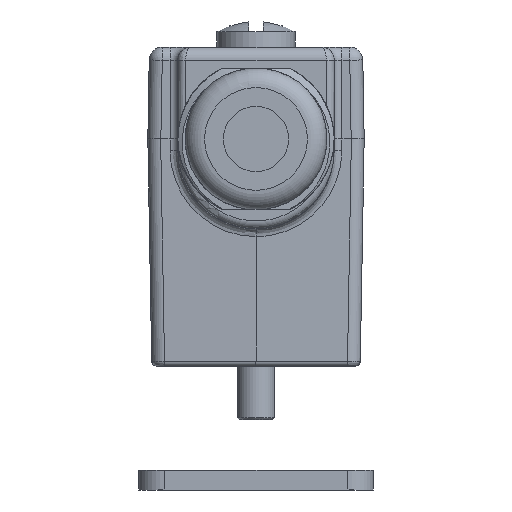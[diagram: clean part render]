
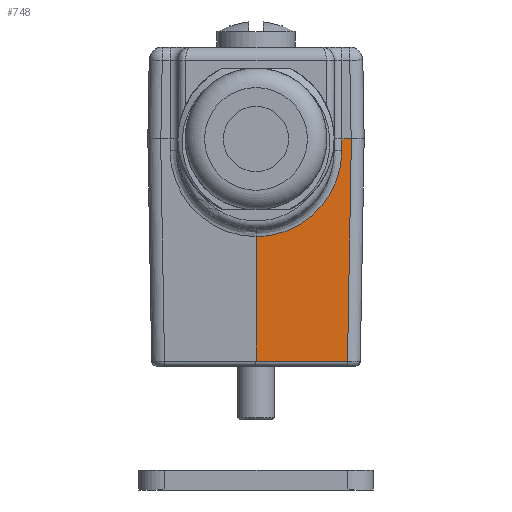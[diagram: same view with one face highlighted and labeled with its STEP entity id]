
A CAD part, front view. The second image highlights one B-rep face of the part: STEP entity #748.
In plain terms, the highlighted planar face has unit normal (0.018, -1, 0).
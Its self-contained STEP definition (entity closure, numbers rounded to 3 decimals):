
#169=ELLIPSE('',#5966,6.601,6.6);
#748=ADVANCED_FACE('',(#1198),#964,.F.);
#964=PLANE('',#5967);
#1198=FACE_OUTER_BOUND('',#1536,.T.);
#1536=EDGE_LOOP('',(#2848,#2849,#2850,#2851,#2852,#2853));
#2848=ORIENTED_EDGE('',*,*,#4623,.F.);
#2849=ORIENTED_EDGE('',*,*,#4624,.T.);
#2850=ORIENTED_EDGE('',*,*,#4625,.T.);
#2851=ORIENTED_EDGE('',*,*,#4230,.T.);
#2852=ORIENTED_EDGE('',*,*,#4626,.T.);
#2853=ORIENTED_EDGE('',*,*,#4627,.T.);
#3625=VERTEX_POINT('',#20667);
#3626=VERTEX_POINT('',#20669);
#3900=VERTEX_POINT('',#21732);
#3901=VERTEX_POINT('',#21733);
#3902=VERTEX_POINT('',#21735);
#3903=VERTEX_POINT('',#21738);
#4230=EDGE_CURVE('',#3626,#3625,#4898,.T.);
#4623=EDGE_CURVE('',#3900,#3901,#5176,.T.);
#4624=EDGE_CURVE('',#3900,#3902,#5177,.T.);
#4625=EDGE_CURVE('',#3902,#3626,#5178,.T.);
#4626=EDGE_CURVE('',#3625,#3903,#5179,.T.);
#4627=EDGE_CURVE('',#3903,#3901,#169,.T.);
#4898=LINE('',#20668,#5349);
#5176=LINE('',#21731,#5641);
#5177=LINE('',#21734,#5642);
#5178=LINE('',#21736,#5643);
#5179=LINE('',#21737,#5644);
#5349=VECTOR('',#6381,1.);
#5641=VECTOR('',#7053,1.);
#5642=VECTOR('',#7054,1.);
#5643=VECTOR('',#7055,1.);
#5644=VECTOR('',#7056,1.);
#5966=AXIS2_PLACEMENT_3D('',#21739,#7057,#7058);
#5967=AXIS2_PLACEMENT_3D('',#21740,#7059,#7060);
#6381=DIRECTION('',(-1.,-0.017,0.));
#7053=DIRECTION('',(0.,0.,1.));
#7054=DIRECTION('',(1.,0.017,0.));
#7055=DIRECTION('',(0.017,0.,1.));
#7056=DIRECTION('',(0.,0.,-1.));
#7057=DIRECTION('',(-0.017,1.,0.));
#7058=DIRECTION('',(-1.,-0.017,0.));
#7059=DIRECTION('',(-0.017,1.,0.));
#7060=DIRECTION('',(-1.,-0.017,0.));
#20667=CARTESIAN_POINT('',(6.59,-8.78,15.75));
#20668=CARTESIAN_POINT('',(8.305,-8.75,15.75));
#20669=CARTESIAN_POINT('',(7.322,-8.767,15.75));
#21731=CARTESIAN_POINT('',(0.,-8.895,-1.7));
#21732=CARTESIAN_POINT('',(0.,-8.895,-1.3));
#21733=CARTESIAN_POINT('',(0.,-8.895,8.25));
#21734=CARTESIAN_POINT('',(8.305,-8.75,-1.3));
#21735=CARTESIAN_POINT('',(7.024,-8.772,-1.3));
#21736=CARTESIAN_POINT('',(7.018,-8.772,-1.678));
#21737=CARTESIAN_POINT('',(6.59,-8.78,-1.7));
#21738=CARTESIAN_POINT('',(6.59,-8.78,14.85));
#21739=CARTESIAN_POINT('',(-0.01,-8.895,14.85));
#21740=CARTESIAN_POINT('',(8.305,-8.75,-1.7));
